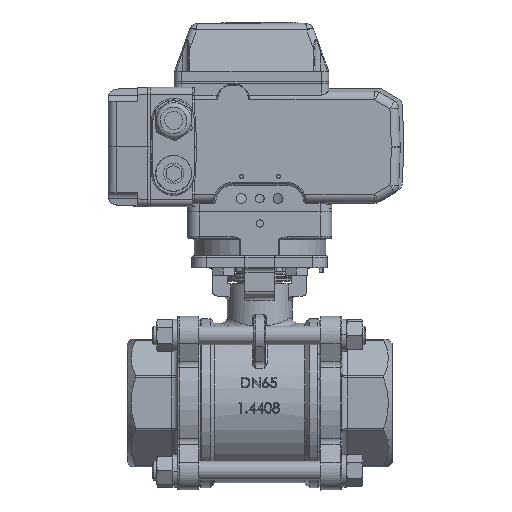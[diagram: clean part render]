
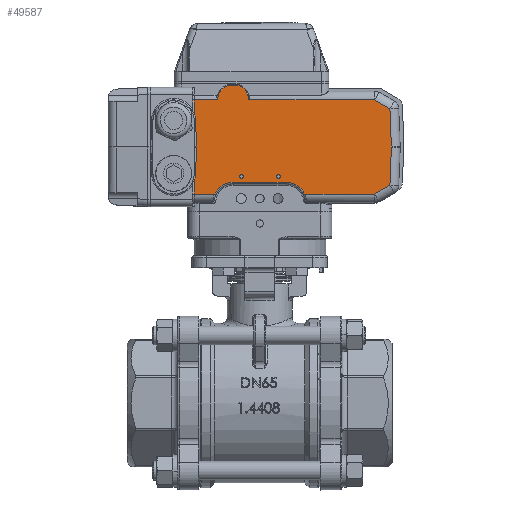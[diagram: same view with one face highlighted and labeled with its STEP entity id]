
A CAD part, top view. The second image highlights one B-rep face of the part: STEP entity #49587.
In plain terms, the highlighted face is planar.
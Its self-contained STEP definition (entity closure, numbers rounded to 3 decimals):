
#2953=LINE('',#72130,#6921);
#2959=LINE('',#72179,#6927);
#2961=LINE('',#72194,#6929);
#2963=LINE('',#72200,#6931);
#2965=LINE('',#72216,#6933);
#3004=LINE('',#72869,#6972);
#3011=LINE('',#73064,#6979);
#3014=LINE('',#73075,#6982);
#3016=LINE('',#73083,#6984);
#3019=LINE('',#73098,#6987);
#3021=LINE('',#73108,#6989);
#3023=LINE('',#73115,#6991);
#3506=LINE('',#75136,#7474);
#3507=LINE('',#75137,#7475);
#6921=VECTOR('',#57888,1000.);
#6927=VECTOR('',#57930,1000.);
#6929=VECTOR('',#57942,1000.);
#6931=VECTOR('',#57948,1000.);
#6933=VECTOR('',#57960,1000.);
#6972=VECTOR('',#58159,1000.);
#6979=VECTOR('',#58214,1000.);
#6982=VECTOR('',#58227,1000.);
#6984=VECTOR('',#58237,1000.);
#6987=VECTOR('',#58244,1000.);
#6989=VECTOR('',#58256,1000.);
#6991=VECTOR('',#58266,1000.);
#7474=VECTOR('',#60277,1000.);
#7475=VECTOR('',#60278,1000.);
#10882=CIRCLE('',#52794,10.5);
#10883=CIRCLE('',#52796,10.5);
#10892=CIRCLE('',#52812,15.);
#10895=CIRCLE('',#52818,15.);
#10946=CIRCLE('',#52897,14.);
#10954=CIRCLE('',#52909,14.);
#11345=CIRCLE('',#53708,1.25);
#11346=CIRCLE('',#53709,1.25);
#15156=ORIENTED_EDGE('',*,*,#29215,.F.);
#15157=ORIENTED_EDGE('',*,*,#29216,.F.);
#15158=ORIENTED_EDGE('',*,*,#28278,.T.);
#15159=ORIENTED_EDGE('',*,*,#28107,.T.);
#15160=ORIENTED_EDGE('',*,*,#28104,.T.);
#15161=ORIENTED_EDGE('',*,*,#28106,.T.);
#15162=ORIENTED_EDGE('',*,*,#29217,.T.);
#15163=ORIENTED_EDGE('',*,*,#28123,.T.);
#15164=ORIENTED_EDGE('',*,*,#28126,.T.);
#15165=ORIENTED_EDGE('',*,*,#28129,.T.);
#15166=ORIENTED_EDGE('',*,*,#28132,.T.);
#15167=ORIENTED_EDGE('',*,*,#28135,.T.);
#15168=ORIENTED_EDGE('',*,*,#28138,.T.);
#15169=ORIENTED_EDGE('',*,*,#29218,.T.);
#15170=ORIENTED_EDGE('',*,*,#28247,.T.);
#15171=ORIENTED_EDGE('',*,*,#28241,.T.);
#15172=ORIENTED_EDGE('',*,*,#28235,.T.);
#15173=ORIENTED_EDGE('',*,*,#28283,.T.);
#15174=ORIENTED_EDGE('',*,*,#28288,.T.);
#15175=ORIENTED_EDGE('',*,*,#28292,.T.);
#15176=ORIENTED_EDGE('',*,*,#28268,.T.);
#15177=ORIENTED_EDGE('',*,*,#28274,.T.);
#28104=EDGE_CURVE('',#35590,#35593,#2953,.T.);
#28106=EDGE_CURVE('',#35593,#35584,#10882,.T.);
#28107=EDGE_CURVE('',#35589,#35590,#10883,.T.);
#28123=EDGE_CURVE('',#35597,#35604,#2959,.T.);
#28126=EDGE_CURVE('',#35604,#35606,#10892,.T.);
#28129=EDGE_CURVE('',#35606,#35608,#2961,.T.);
#28132=EDGE_CURVE('',#35608,#35610,#2963,.T.);
#28135=EDGE_CURVE('',#35610,#35612,#10895,.T.);
#28138=EDGE_CURVE('',#35612,#35614,#2965,.T.);
#28235=EDGE_CURVE('',#35681,#35677,#10946,.T.);
#28241=EDGE_CURVE('',#35685,#35681,#3004,.T.);
#28247=EDGE_CURVE('',#35689,#35685,#10954,.T.);
#28268=EDGE_CURVE('',#35699,#35701,#3011,.T.);
#28274=EDGE_CURVE('',#35701,#35704,#3014,.T.);
#28278=EDGE_CURVE('',#35704,#35589,#3016,.T.);
#28283=EDGE_CURVE('',#35677,#35709,#3019,.T.);
#28288=EDGE_CURVE('',#35709,#35712,#3021,.T.);
#28292=EDGE_CURVE('',#35712,#35699,#3023,.T.);
#29215=EDGE_CURVE('',#36277,#36277,#11345,.T.);
#29216=EDGE_CURVE('',#36278,#36278,#11346,.T.);
#29217=EDGE_CURVE('',#35584,#35597,#3506,.T.);
#29218=EDGE_CURVE('',#35614,#35689,#3507,.T.);
#35584=VERTEX_POINT('',#72024);
#35589=VERTEX_POINT('',#72104);
#35590=VERTEX_POINT('',#72121);
#35593=VERTEX_POINT('',#72129);
#35597=VERTEX_POINT('',#72150);
#35604=VERTEX_POINT('',#72178);
#35606=VERTEX_POINT('',#72184);
#35608=VERTEX_POINT('',#72193);
#35610=VERTEX_POINT('',#72199);
#35612=VERTEX_POINT('',#72209);
#35614=VERTEX_POINT('',#72215);
#35677=VERTEX_POINT('',#72826);
#35681=VERTEX_POINT('',#72854);
#35685=VERTEX_POINT('',#72866);
#35689=VERTEX_POINT('',#72878);
#35699=VERTEX_POINT('',#73058);
#35701=VERTEX_POINT('',#73063);
#35704=VERTEX_POINT('',#73074);
#35709=VERTEX_POINT('',#73097);
#35712=VERTEX_POINT('',#73107);
#36277=VERTEX_POINT('',#75133);
#36278=VERTEX_POINT('',#75135);
#41160=EDGE_LOOP('',(#15156));
#41161=EDGE_LOOP('',(#15157));
#41162=EDGE_LOOP('',(#15158,#15159,#15160,#15161,#15162,#15163,#15164,#15165,
#15166,#15167,#15168,#15169,#15170,#15171,#15172,#15173,#15174,#15175,#15176,
#15177));
#44718=FACE_BOUND('',#41160,.T.);
#44719=FACE_BOUND('',#41161,.T.);
#44720=FACE_BOUND('',#41162,.T.);
#47982=PLANE('',#53707);
#49587=ADVANCED_FACE('',(#44718,#44719,#44720),#47982,.T.);
#52794=AXIS2_PLACEMENT_3D('',#72133,#57893,#57894);
#52796=AXIS2_PLACEMENT_3D('',#72135,#57897,#57898);
#52812=AXIS2_PLACEMENT_3D('',#72185,#57936,#57937);
#52818=AXIS2_PLACEMENT_3D('',#72210,#57952,#57953);
#52897=AXIS2_PLACEMENT_3D('',#72857,#58146,#58147);
#52909=AXIS2_PLACEMENT_3D('',#72881,#58174,#58175);
#53707=AXIS2_PLACEMENT_3D('',#75131,#60271,#60272);
#53708=AXIS2_PLACEMENT_3D('',#75132,#60273,#60274);
#53709=AXIS2_PLACEMENT_3D('',#75134,#60275,#60276);
#57888=DIRECTION('',(1.,0.,0.));
#57893=DIRECTION('',(0.,1.,0.));
#57894=DIRECTION('',(0.,0.,1.));
#57897=DIRECTION('',(0.,1.,0.));
#57898=DIRECTION('',(0.,0.,1.));
#57930=DIRECTION('',(0.,0.,-1.));
#57936=DIRECTION('',(0.,-1.,0.));
#57937=DIRECTION('',(0.,0.,1.));
#57942=DIRECTION('',(-0.026,0.,-1.));
#57948=DIRECTION('',(0.026,0.,-1.));
#57952=DIRECTION('',(0.,-1.,0.));
#57953=DIRECTION('',(0.,0.,1.));
#57960=DIRECTION('',(0.,0.,-1.));
#58146=DIRECTION('',(0.,-1.,0.));
#58147=DIRECTION('',(0.,0.,1.));
#58159=DIRECTION('',(-1.,0.,0.));
#58174=DIRECTION('',(0.,-1.,0.));
#58175=DIRECTION('',(0.,0.,1.));
#58214=DIRECTION('',(0.038,0.,0.999));
#58227=DIRECTION('',(0.866,0.,0.5));
#58237=DIRECTION('',(1.,0.,0.));
#58244=DIRECTION('',(-1.,0.,0.));
#58256=DIRECTION('',(-0.866,0.,0.5));
#58266=DIRECTION('',(-0.038,0.,0.999));
#60271=DIRECTION('',(0.,1.,0.));
#60272=DIRECTION('',(0.,0.,1.));
#60273=DIRECTION('',(0.,1.,0.));
#60274=DIRECTION('',(0.,0.,1.));
#60275=DIRECTION('',(0.,1.,0.));
#60276=DIRECTION('',(0.,0.,1.));
#60277=DIRECTION('',(1.,0.,0.));
#60278=DIRECTION('',(-1.,0.,0.));
#72024=CARTESIAN_POINT('',(138.431,0.,58.447));
#72104=CARTESIAN_POINT('',(117.431,0.,58.447));
#72121=CARTESIAN_POINT('',(124.73,0.,68.447));
#72129=CARTESIAN_POINT('',(131.133,0.,68.447));
#72130=CARTESIAN_POINT('',(156.039,0.,68.447));
#72133=CARTESIAN_POINT('',(127.931,0.,58.447));
#72135=CARTESIAN_POINT('',(127.931,0.,58.447));
#72150=CARTESIAN_POINT('',(154.431,0.,58.447));
#72178=CARTESIAN_POINT('',(154.431,0.,49.832));
#72179=CARTESIAN_POINT('',(154.431,0.,-5.553));
#72184=CARTESIAN_POINT('',(153.436,0.,44.84));
#72185=CARTESIAN_POINT('',(168.431,0.,44.447));
#72193=CARTESIAN_POINT('',(152.955,0.,26.447));
#72194=CARTESIAN_POINT('',(152.12,0.,-5.45));
#72199=CARTESIAN_POINT('',(153.436,0.,8.054));
#72200=CARTESIAN_POINT('',(153.794,0.,-5.612));
#72209=CARTESIAN_POINT('',(154.431,0.,3.062));
#72210=CARTESIAN_POINT('',(168.431,0.,8.447));
#72215=CARTESIAN_POINT('',(154.431,0.,-5.553));
#72216=CARTESIAN_POINT('',(154.431,0.,-5.553));
#72826=CARTESIAN_POINT('',(79.282,0.,-5.553));
#72854=CARTESIAN_POINT('',(91.931,0.,2.447));
#72857=CARTESIAN_POINT('',(91.931,0.,-11.553));
#72866=CARTESIAN_POINT('',(127.931,0.,2.447));
#72869=CARTESIAN_POINT('',(91.931,0.,2.447));
#72878=CARTESIAN_POINT('',(140.58,0.,-5.553));
#72881=CARTESIAN_POINT('',(127.931,0.,-11.553));
#73058=CARTESIAN_POINT('',(20.436,0.,26.447));
#73063=CARTESIAN_POINT('',(21.431,0.,52.447));
#73064=CARTESIAN_POINT('',(19.411,0.,-0.321));
#73074=CARTESIAN_POINT('',(31.824,0.,58.447));
#73075=CARTESIAN_POINT('',(97.272,0.,96.234));
#73083=CARTESIAN_POINT('',(156.039,0.,58.447));
#73097=CARTESIAN_POINT('',(31.824,0.,-5.553));
#73098=CARTESIAN_POINT('',(156.039,0.,-5.553));
#73107=CARTESIAN_POINT('',(21.431,0.,0.447));
#73108=CARTESIAN_POINT('',(124.985,0.,-59.34));
#73115=CARTESIAN_POINT('',(21.858,0.,-10.691));
#75131=CARTESIAN_POINT('',(156.039,0.,-5.553));
#75132=CARTESIAN_POINT('',(97.165,0.,6.447));
#75133=CARTESIAN_POINT('',(97.165,0.,7.697));
#75134=CARTESIAN_POINT('',(122.431,0.,6.447));
#75135=CARTESIAN_POINT('',(122.431,0.,7.697));
#75136=CARTESIAN_POINT('',(156.039,0.,58.447));
#75137=CARTESIAN_POINT('',(156.039,0.,-5.553));
